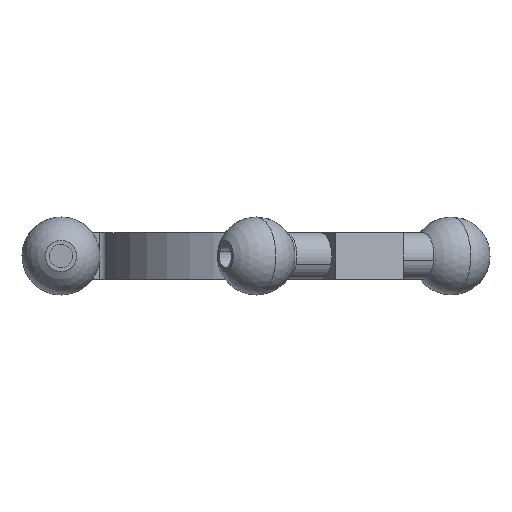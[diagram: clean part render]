
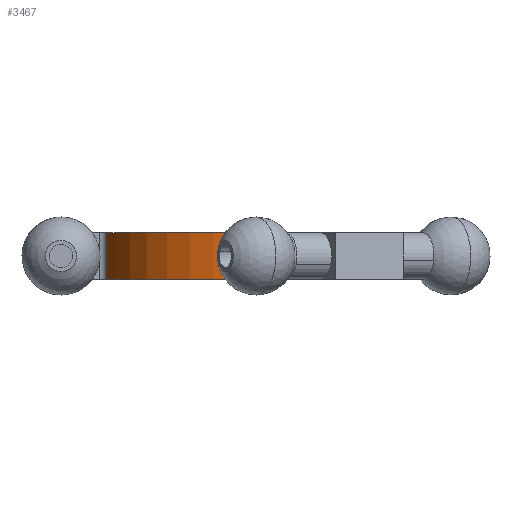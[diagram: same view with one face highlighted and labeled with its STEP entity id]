
A CAD part, left-side view. The second image highlights one B-rep face of the part: STEP entity #3467.
In plain terms, the highlighted cylindrical face has radius 40 mm (diameter 80 mm), a partial arc.
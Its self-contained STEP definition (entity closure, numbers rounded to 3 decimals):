
#15 = CARTESIAN_POINT ( 'NONE',  ( -11.429, 38.333, 0. ) ) ;
#126 = VERTEX_POINT ( 'NONE', #2403 ) ;
#262 = DIRECTION ( 'NONE',  ( 0., 0., 1. ) ) ;
#370 = CYLINDRICAL_SURFACE ( 'NONE', #3330, 40. ) ;
#444 = VECTOR ( 'NONE', #1999, 1000. ) ;
#623 = CARTESIAN_POINT ( 'NONE',  ( -11.429, 38.333, -12. ) ) ;
#730 = CARTESIAN_POINT ( 'NONE',  ( -38.911, -9.269, 0. ) ) ;
#768 = EDGE_CURVE ( 'NONE', #3639, #3429, #1206, .T. ) ;
#804 = EDGE_CURVE ( 'NONE', #126, #3429, #1772, .T. ) ;
#961 = VECTOR ( 'NONE', #262, 1000. ) ;
#992 = CARTESIAN_POINT ( 'NONE',  ( 0., 0., 0. ) ) ;
#993 = ORIENTED_EDGE ( 'NONE', *, *, #2621, .T. ) ;
#1053 = FACE_OUTER_BOUND ( 'NONE', #3667, .T. ) ;
#1085 = CIRCLE ( 'NONE', #3885, 40. ) ;
#1206 = CIRCLE ( 'NONE', #3447, 40. ) ;
#1276 = ORIENTED_EDGE ( 'NONE', *, *, #768, .F. ) ;
#1287 = ORIENTED_EDGE ( 'NONE', *, *, #804, .T. ) ;
#1582 = VERTEX_POINT ( 'NONE', #623 ) ;
#1623 = CARTESIAN_POINT ( 'NONE',  ( 0., 0., -12. ) ) ;
#1716 = CARTESIAN_POINT ( 'NONE',  ( 0., 0., 0. ) ) ;
#1772 = LINE ( 'NONE', #3582, #961 ) ;
#1814 = EDGE_CURVE ( 'NONE', #3639, #1582, #2350, .T. ) ;
#1999 = DIRECTION ( 'NONE',  ( 0., 0., -1. ) ) ;
#2076 = DIRECTION ( 'NONE',  ( 0., 0., 1. ) ) ;
#2269 = DIRECTION ( 'NONE',  ( 0., 0., -1. ) ) ;
#2350 = LINE ( 'NONE', #3574, #444 ) ;
#2403 = CARTESIAN_POINT ( 'NONE',  ( -38.911, -9.269, -12. ) ) ;
#2621 = EDGE_CURVE ( 'NONE', #1582, #126, #1085, .T. ) ;
#2740 = ORIENTED_EDGE ( 'NONE', *, *, #1814, .T. ) ;
#3133 = DIRECTION ( 'NONE',  ( 0., 1., 0. ) ) ;
#3300 = DIRECTION ( 'NONE',  ( 0., -1., 0. ) ) ;
#3330 = AXIS2_PLACEMENT_3D ( 'NONE', #992, #2269, #3133 ) ;
#3429 = VERTEX_POINT ( 'NONE', #730 ) ;
#3447 = AXIS2_PLACEMENT_3D ( 'NONE', #1716, #2076, #3300 ) ;
#3464 = DIRECTION ( 'NONE',  ( 0., -1., 0. ) ) ;
#3467 = ADVANCED_FACE ( 'NONE', ( #1053 ), #370, .T. ) ;
#3574 = CARTESIAN_POINT ( 'NONE',  ( -11.429, 38.333, 0. ) ) ;
#3582 = CARTESIAN_POINT ( 'NONE',  ( -38.911, -9.269, 0. ) ) ;
#3639 = VERTEX_POINT ( 'NONE', #15 ) ;
#3667 = EDGE_LOOP ( 'NONE', ( #993, #1287, #1276, #2740 ) ) ;
#3756 = DIRECTION ( 'NONE',  ( 0., 0., 1. ) ) ;
#3885 = AXIS2_PLACEMENT_3D ( 'NONE', #1623, #3756, #3464 ) ;
